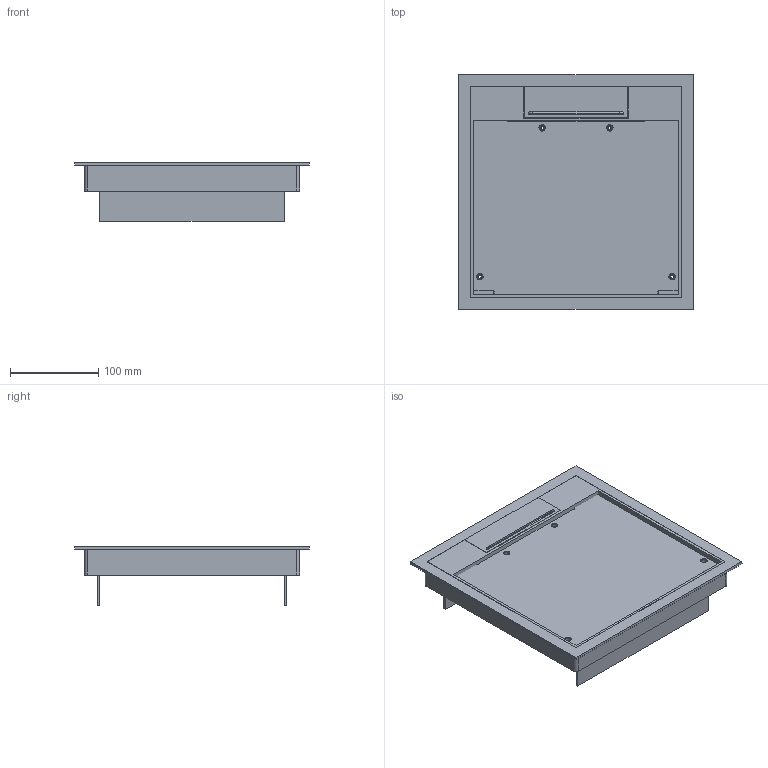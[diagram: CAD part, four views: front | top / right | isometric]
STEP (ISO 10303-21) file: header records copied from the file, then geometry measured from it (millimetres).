
FILE_DESCRIPTION (( 'STEP AP214' ), '1' );
FILE_NAME ('7405079_KSTP1.stp', '2016-07-18T11:45:22', ( '' ), ( '' ), 'SwSTEP 2.0', 'SolidWorks 2014', '' );
FILE_SCHEMA (( 'AUTOMOTIVE_DESIGN' ));
Length unit declared in the file: millimetre
Products named in the file (8): 088643_Standard; 083422_Standard; 099720_Standard; 083420_Standard; 088502_Standard; 7405079_KSTP1; 099747_Standard; 088465_Standard
Assembly tree (7 placements, depth 4):
  7405079_KSTP1
    083420_Standard
    099747_Standard
      088502_Standard
      083422_Standard
      099720_Standard
        088465_Standard
        088643_Standard
Bounding box: 265.58 x 265.58 x 66.5 mm (x, y, z)
Volume: 622185 mm3; surface area: 310656.2 mm2
Topology: 5 solids, 7 shells, 197 faces, 515 edges, 334 vertices
Faces by surface type: plane 100, cylinder 81, torus 8, cone 8
Entity records: 6409 total; most frequent: DIRECTION 1111, CARTESIAN_POINT 1058, ORIENTED_EDGE 1030, EDGE_CURVE 515, AXIS2_PLACEMENT_3D 387, VECTOR 337, LINE 337, VERTEX_POINT 334
